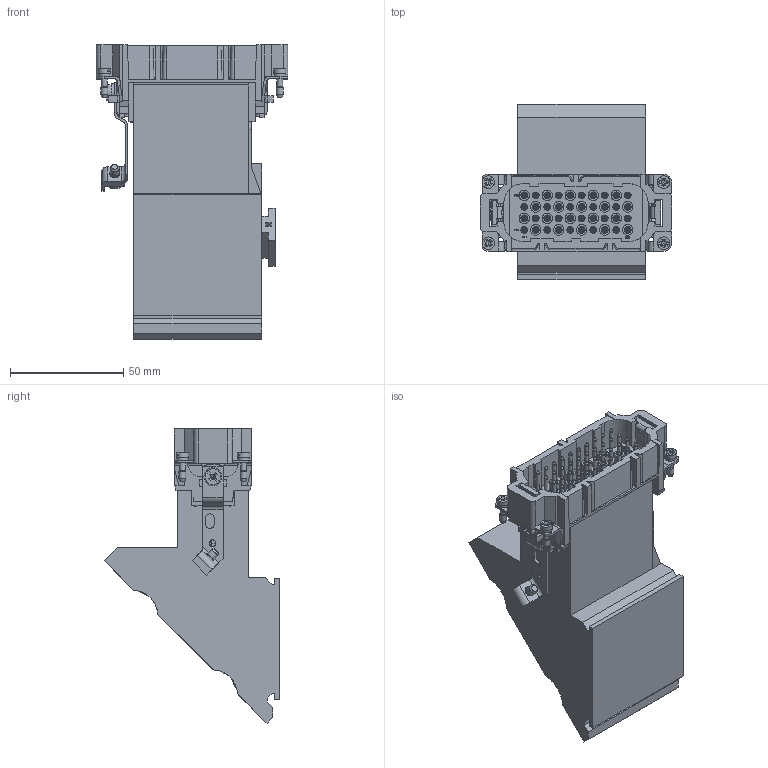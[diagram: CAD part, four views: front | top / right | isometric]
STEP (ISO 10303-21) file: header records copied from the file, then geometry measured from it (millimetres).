
FILE_DESCRIPTION(/* description */ (''),/* implementation_level */ '2;1');
FILE_NAME(/* name */ '100711285ugm000_b.stp',/* time_stamp */ '2019-05-09T15:47:50+02:00',/* author */ (''),/* organization */ (''),/* preprocessor_version */ 'ST-DEVELOPER v16.7',/* originating_system */ 'SIEMENS PLM Software NX 12.0',/* authorisation */ '');
FILE_SCHEMA (('AUTOMOTIVE_DESIGN { 1 0 10303 214 3 1 1 1 }'));
Products named in the file (1): 100711285ugm000_b
Bounding box: 84.5 x 77.5 x 130.08 mm (x, y, z)
Volume: 250635.5 mm3; surface area: 54298.8 mm2
Topology: 1 solids, 1 shells, 2482 faces, 6767 edges, 4734 vertices
Faces by surface type: plane 1641, cylinder 371, cone 211, extrusion 176, bspline 81, sphere 2
Full cylindrical faces by diameter (mm): 1.32 x1, 1.56 x1, 1.585 x40, 1.8 x40, 2.3 x1, 2.45 x41, 2.5 x4, 2.925 x2, 3 x46, 3.6 x40, 4 x1, 4.35 x1, 4.6 x20, 5 x4, 5.5 x4, 7 x2, 8 x1
Entity records: 90874 total; most frequent: CARTESIAN_POINT 23765, ORIENTED_EDGE 11980, DIRECTION 10631, EDGE_CURVE 5990, VERTEX_POINT 4184, VECTOR 4065, LINE 3889, AXIS2_PLACEMENT_3D 3283
